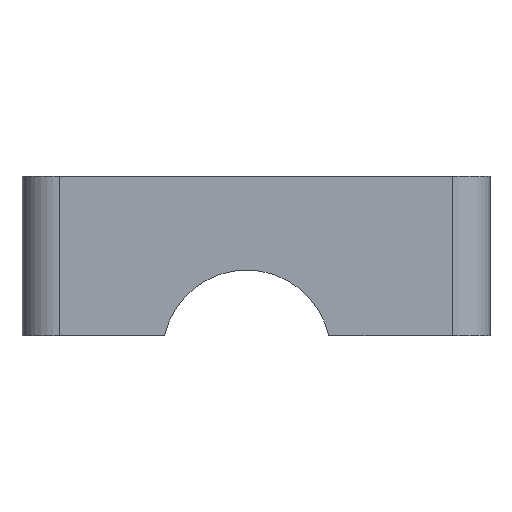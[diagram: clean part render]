
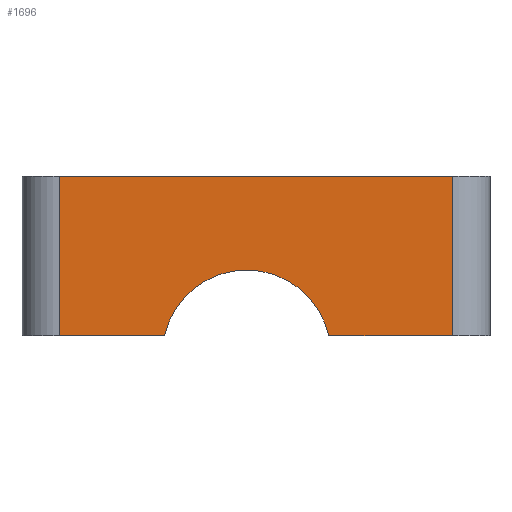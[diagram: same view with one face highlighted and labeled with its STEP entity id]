
A CAD part, left-side view. The second image highlights one B-rep face of the part: STEP entity #1696.
In plain terms, the highlighted planar face has unit normal (-1, 0, 0).
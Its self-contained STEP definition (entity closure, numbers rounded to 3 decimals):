
#44 = PLANE('',#45);
#45 = AXIS2_PLACEMENT_3D('',#46,#47,#48);
#46 = CARTESIAN_POINT('',(-14.5,12.,0.));
#47 = DIRECTION('',(0.,0.,1.));
#48 = DIRECTION('',(1.,0.,0.));
#72 = CYLINDRICAL_SURFACE('',#73,2.);
#73 = AXIS2_PLACEMENT_3D('',#74,#75,#76);
#74 = CARTESIAN_POINT('',(-14.5,10.,0.));
#75 = DIRECTION('',(-0.,-0.,-1.));
#76 = DIRECTION('',(1.,0.,0.));
#100 = PLANE('',#101);
#101 = AXIS2_PLACEMENT_3D('',#102,#103,#104);
#102 = CARTESIAN_POINT('',(-14.5,12.,8.5));
#103 = DIRECTION('',(0.,0.,1.));
#104 = DIRECTION('',(1.,0.,0.));
#345 = VERTEX_POINT('',#346);
#346 = CARTESIAN_POINT('',(-16.5,10.,0.));
#368 = EDGE_CURVE('',#369,#345,#371,.T.);
#369 = VERTEX_POINT('',#370);
#370 = CARTESIAN_POINT('',(-16.5,4.387,0.));
#371 = SURFACE_CURVE('',#372,(#376,#383),.PCURVE_S1.);
#372 = LINE('',#373,#374);
#373 = CARTESIAN_POINT('',(-16.5,-11.,0.));
#374 = VECTOR('',#375,1.);
#375 = DIRECTION('',(0.,1.,0.));
#376 = PCURVE('',#44,#377);
#377 = DEFINITIONAL_REPRESENTATION('',(#378),#382);
#378 = LINE('',#379,#380);
#379 = CARTESIAN_POINT('',(-2.,-23.));
#380 = VECTOR('',#381,1.);
#381 = DIRECTION('',(0.,1.));
#382 = ( GEOMETRIC_REPRESENTATION_CONTEXT(2) 
PARAMETRIC_REPRESENTATION_CONTEXT() REPRESENTATION_CONTEXT('2D SPACE',''
  ) );
#383 = PCURVE('',#384,#389);
#384 = PLANE('',#385);
#385 = AXIS2_PLACEMENT_3D('',#386,#387,#388);
#386 = CARTESIAN_POINT('',(-16.5,-11.,0.));
#387 = DIRECTION('',(-1.,0.,0.));
#388 = DIRECTION('',(0.,1.,0.));
#389 = DEFINITIONAL_REPRESENTATION('',(#390),#394);
#390 = LINE('',#391,#392);
#391 = CARTESIAN_POINT('',(0.,0.));
#392 = VECTOR('',#393,1.);
#393 = DIRECTION('',(1.,0.));
#394 = ( GEOMETRIC_REPRESENTATION_CONTEXT(2) 
PARAMETRIC_REPRESENTATION_CONTEXT() REPRESENTATION_CONTEXT('2D SPACE',''
  ) );
#411 = CYLINDRICAL_SURFACE('',#412,4.5);
#412 = AXIS2_PLACEMENT_3D('',#413,#414,#415);
#413 = CARTESIAN_POINT('',(-12.2,0.,-1.));
#414 = DIRECTION('',(-1.,-0.,-0.));
#415 = DIRECTION('',(0.,-1.,0.));
#693 = VERTEX_POINT('',#694);
#694 = CARTESIAN_POINT('',(-16.5,10.,8.5));
#716 = EDGE_CURVE('',#717,#693,#719,.T.);
#717 = VERTEX_POINT('',#718);
#718 = CARTESIAN_POINT('',(-16.5,-11.,8.5));
#719 = SURFACE_CURVE('',#720,(#724,#731),.PCURVE_S1.);
#720 = LINE('',#721,#722);
#721 = CARTESIAN_POINT('',(-16.5,-11.,8.5));
#722 = VECTOR('',#723,1.);
#723 = DIRECTION('',(0.,1.,0.));
#724 = PCURVE('',#100,#725);
#725 = DEFINITIONAL_REPRESENTATION('',(#726),#730);
#726 = LINE('',#727,#728);
#727 = CARTESIAN_POINT('',(-2.,-23.));
#728 = VECTOR('',#729,1.);
#729 = DIRECTION('',(0.,1.));
#730 = ( GEOMETRIC_REPRESENTATION_CONTEXT(2) 
PARAMETRIC_REPRESENTATION_CONTEXT() REPRESENTATION_CONTEXT('2D SPACE',''
  ) );
#731 = PCURVE('',#384,#732);
#732 = DEFINITIONAL_REPRESENTATION('',(#733),#737);
#733 = LINE('',#734,#735);
#734 = CARTESIAN_POINT('',(0.,-8.5));
#735 = VECTOR('',#736,1.);
#736 = DIRECTION('',(1.,0.));
#737 = ( GEOMETRIC_REPRESENTATION_CONTEXT(2) 
PARAMETRIC_REPRESENTATION_CONTEXT() REPRESENTATION_CONTEXT('2D SPACE',''
  ) );
#756 = CYLINDRICAL_SURFACE('',#757,2.);
#757 = AXIS2_PLACEMENT_3D('',#758,#759,#760);
#758 = CARTESIAN_POINT('',(-14.5,-11.,0.));
#759 = DIRECTION('',(-0.,-0.,-1.));
#760 = DIRECTION('',(1.,0.,0.));
#1352 = EDGE_CURVE('',#345,#693,#1353,.T.);
#1353 = SURFACE_CURVE('',#1354,(#1358,#1365),.PCURVE_S1.);
#1354 = LINE('',#1355,#1356);
#1355 = CARTESIAN_POINT('',(-16.5,10.,0.));
#1356 = VECTOR('',#1357,1.);
#1357 = DIRECTION('',(0.,0.,1.));
#1358 = PCURVE('',#72,#1359);
#1359 = DEFINITIONAL_REPRESENTATION('',(#1360),#1364);
#1360 = LINE('',#1361,#1362);
#1361 = CARTESIAN_POINT('',(-3.142,0.));
#1362 = VECTOR('',#1363,1.);
#1363 = DIRECTION('',(-0.,-1.));
#1364 = ( GEOMETRIC_REPRESENTATION_CONTEXT(2) 
PARAMETRIC_REPRESENTATION_CONTEXT() REPRESENTATION_CONTEXT('2D SPACE',''
  ) );
#1365 = PCURVE('',#384,#1366);
#1366 = DEFINITIONAL_REPRESENTATION('',(#1367),#1371);
#1367 = LINE('',#1368,#1369);
#1368 = CARTESIAN_POINT('',(21.,0.));
#1369 = VECTOR('',#1370,1.);
#1370 = DIRECTION('',(0.,-1.));
#1371 = ( GEOMETRIC_REPRESENTATION_CONTEXT(2) 
PARAMETRIC_REPRESENTATION_CONTEXT() REPRESENTATION_CONTEXT('2D SPACE',''
  ) );
#1419 = PLANE('',#1420);
#1420 = AXIS2_PLACEMENT_3D('',#1421,#1422,#1423);
#1421 = CARTESIAN_POINT('',(-14.5,12.,0.));
#1422 = DIRECTION('',(0.,0.,1.));
#1423 = DIRECTION('',(1.,0.,0.));
#1653 = VERTEX_POINT('',#1654);
#1654 = CARTESIAN_POINT('',(-16.5,-4.387,0.));
#1675 = EDGE_CURVE('',#1653,#369,#1676,.T.);
#1676 = SURFACE_CURVE('',#1677,(#1682,#1689),.PCURVE_S1.);
#1677 = CIRCLE('',#1678,4.5);
#1678 = AXIS2_PLACEMENT_3D('',#1679,#1680,#1681);
#1679 = CARTESIAN_POINT('',(-16.5,0.,-1.));
#1680 = DIRECTION('',(-1.,0.,0.));
#1681 = DIRECTION('',(0.,-1.,0.));
#1682 = PCURVE('',#411,#1683);
#1683 = DEFINITIONAL_REPRESENTATION('',(#1684),#1688);
#1684 = LINE('',#1685,#1686);
#1685 = CARTESIAN_POINT('',(0.,4.3));
#1686 = VECTOR('',#1687,1.);
#1687 = DIRECTION('',(1.,0.));
#1688 = ( GEOMETRIC_REPRESENTATION_CONTEXT(2) 
PARAMETRIC_REPRESENTATION_CONTEXT() REPRESENTATION_CONTEXT('2D SPACE',''
  ) );
#1689 = PCURVE('',#384,#1690);
#1690 = DEFINITIONAL_REPRESENTATION('',(#1691),#1695);
#1691 = CIRCLE('',#1692,4.5);
#1692 = AXIS2_PLACEMENT_2D('',#1693,#1694);
#1693 = CARTESIAN_POINT('',(11.,1.));
#1694 = DIRECTION('',(-1.,0.));
#1695 = ( GEOMETRIC_REPRESENTATION_CONTEXT(2) 
PARAMETRIC_REPRESENTATION_CONTEXT() REPRESENTATION_CONTEXT('2D SPACE',''
  ) );
#1696 = ADVANCED_FACE('',(#1697),#384,.T.);
#1697 = FACE_BOUND('',#1698,.T.);
#1698 = EDGE_LOOP('',(#1699,#1722,#1743,#1744,#1745,#1746));
#1699 = ORIENTED_EDGE('',*,*,#1700,.F.);
#1700 = EDGE_CURVE('',#1701,#1653,#1703,.T.);
#1701 = VERTEX_POINT('',#1702);
#1702 = CARTESIAN_POINT('',(-16.5,-11.,0.));
#1703 = SURFACE_CURVE('',#1704,(#1708,#1715),.PCURVE_S1.);
#1704 = LINE('',#1705,#1706);
#1705 = CARTESIAN_POINT('',(-16.5,-11.,0.));
#1706 = VECTOR('',#1707,1.);
#1707 = DIRECTION('',(0.,1.,0.));
#1708 = PCURVE('',#384,#1709);
#1709 = DEFINITIONAL_REPRESENTATION('',(#1710),#1714);
#1710 = LINE('',#1711,#1712);
#1711 = CARTESIAN_POINT('',(0.,0.));
#1712 = VECTOR('',#1713,1.);
#1713 = DIRECTION('',(1.,0.));
#1714 = ( GEOMETRIC_REPRESENTATION_CONTEXT(2) 
PARAMETRIC_REPRESENTATION_CONTEXT() REPRESENTATION_CONTEXT('2D SPACE',''
  ) );
#1715 = PCURVE('',#1419,#1716);
#1716 = DEFINITIONAL_REPRESENTATION('',(#1717),#1721);
#1717 = LINE('',#1718,#1719);
#1718 = CARTESIAN_POINT('',(-2.,-23.));
#1719 = VECTOR('',#1720,1.);
#1720 = DIRECTION('',(0.,1.));
#1721 = ( GEOMETRIC_REPRESENTATION_CONTEXT(2) 
PARAMETRIC_REPRESENTATION_CONTEXT() REPRESENTATION_CONTEXT('2D SPACE',''
  ) );
#1722 = ORIENTED_EDGE('',*,*,#1723,.T.);
#1723 = EDGE_CURVE('',#1701,#717,#1724,.T.);
#1724 = SURFACE_CURVE('',#1725,(#1729,#1736),.PCURVE_S1.);
#1725 = LINE('',#1726,#1727);
#1726 = CARTESIAN_POINT('',(-16.5,-11.,0.));
#1727 = VECTOR('',#1728,1.);
#1728 = DIRECTION('',(0.,0.,1.));
#1729 = PCURVE('',#384,#1730);
#1730 = DEFINITIONAL_REPRESENTATION('',(#1731),#1735);
#1731 = LINE('',#1732,#1733);
#1732 = CARTESIAN_POINT('',(0.,0.));
#1733 = VECTOR('',#1734,1.);
#1734 = DIRECTION('',(0.,-1.));
#1735 = ( GEOMETRIC_REPRESENTATION_CONTEXT(2) 
PARAMETRIC_REPRESENTATION_CONTEXT() REPRESENTATION_CONTEXT('2D SPACE',''
  ) );
#1736 = PCURVE('',#756,#1737);
#1737 = DEFINITIONAL_REPRESENTATION('',(#1738),#1742);
#1738 = LINE('',#1739,#1740);
#1739 = CARTESIAN_POINT('',(-3.142,0.));
#1740 = VECTOR('',#1741,1.);
#1741 = DIRECTION('',(-0.,-1.));
#1742 = ( GEOMETRIC_REPRESENTATION_CONTEXT(2) 
PARAMETRIC_REPRESENTATION_CONTEXT() REPRESENTATION_CONTEXT('2D SPACE',''
  ) );
#1743 = ORIENTED_EDGE('',*,*,#716,.T.);
#1744 = ORIENTED_EDGE('',*,*,#1352,.F.);
#1745 = ORIENTED_EDGE('',*,*,#368,.F.);
#1746 = ORIENTED_EDGE('',*,*,#1675,.F.);
